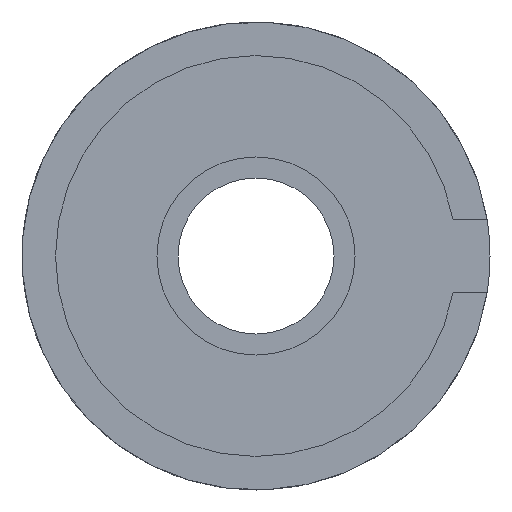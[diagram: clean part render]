
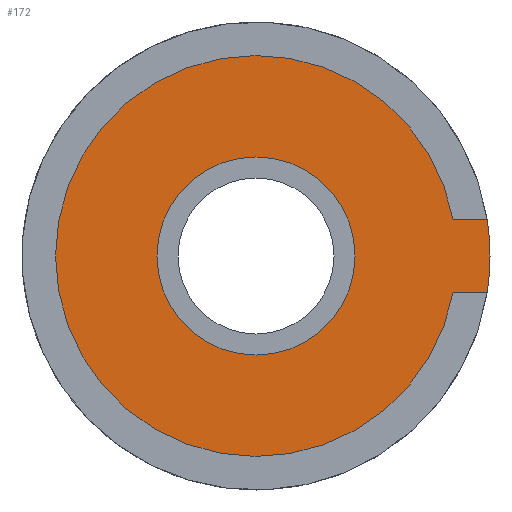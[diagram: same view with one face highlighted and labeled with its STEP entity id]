
A CAD part, front view. The second image highlights one B-rep face of the part: STEP entity #172.
In plain terms, the highlighted planar face has unit normal (0, -1, 0).
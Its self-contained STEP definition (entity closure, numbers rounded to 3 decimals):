
#23=FACE_BOUND('',#47,.T.);
#28=PLANE('',#202);
#36=FACE_OUTER_BOUND('',#46,.T.);
#46=EDGE_LOOP('',(#138,#139,#140,#141,#142));
#47=EDGE_LOOP('',(#143));
#58=LINE('',#293,#69);
#62=LINE('',#305,#73);
#69=VECTOR('',#233,10.);
#73=VECTOR('',#245,10.);
#77=CIRCLE('',#195,6.35);
#80=CIRCLE('',#200,12.85);
#81=CIRCLE('',#203,15.);
#82=CIRCLE('',#204,15.);
#87=VERTEX_POINT('',#281);
#91=VERTEX_POINT('',#290);
#92=VERTEX_POINT('',#292);
#94=VERTEX_POINT('',#298);
#96=VERTEX_POINT('',#304);
#97=VERTEX_POINT('',#308);
#101=EDGE_CURVE('',#87,#87,#77,.T.);
#106=EDGE_CURVE('',#92,#91,#58,.T.);
#109=EDGE_CURVE('',#94,#92,#80,.T.);
#112=EDGE_CURVE('',#96,#94,#62,.T.);
#114=EDGE_CURVE('',#91,#97,#81,.T.);
#115=EDGE_CURVE('',#97,#96,#82,.T.);
#138=ORIENTED_EDGE('',*,*,#114,.T.);
#139=ORIENTED_EDGE('',*,*,#115,.T.);
#140=ORIENTED_EDGE('',*,*,#112,.T.);
#141=ORIENTED_EDGE('',*,*,#109,.T.);
#142=ORIENTED_EDGE('',*,*,#106,.T.);
#143=ORIENTED_EDGE('',*,*,#101,.T.);
#172=ADVANCED_FACE('',(#36,#23),#28,.F.);
#195=AXIS2_PLACEMENT_3D('',#282,#224,#225);
#200=AXIS2_PLACEMENT_3D('',#299,#239,#240);
#202=AXIS2_PLACEMENT_3D('',#307,#247,#248);
#203=AXIS2_PLACEMENT_3D('',#309,#249,#250);
#204=AXIS2_PLACEMENT_3D('',#310,#251,#252);
#224=DIRECTION('center_axis',(0.,1.,0.));
#225=DIRECTION('ref_axis',(-1.,0.,0.));
#233=DIRECTION('',(1.,0.,0.));
#239=DIRECTION('center_axis',(0.,-1.,0.));
#240=DIRECTION('ref_axis',(-1.,0.,0.));
#245=DIRECTION('',(-1.,0.,0.));
#247=DIRECTION('center_axis',(0.,1.,0.));
#248=DIRECTION('ref_axis',(-1.,0.,0.));
#249=DIRECTION('center_axis',(0.,-1.,0.));
#250=DIRECTION('ref_axis',(-1.,0.,0.));
#251=DIRECTION('center_axis',(0.,-1.,0.));
#252=DIRECTION('ref_axis',(-1.,0.,0.));
#281=CARTESIAN_POINT('',(6.35,14.6,0.));
#282=CARTESIAN_POINT('Origin',(0.,14.6,0.));
#290=CARTESIAN_POINT('',(14.815,14.6,-2.35));
#292=CARTESIAN_POINT('',(12.633,14.6,-2.35));
#293=CARTESIAN_POINT('',(6.879,14.6,-2.35));
#298=CARTESIAN_POINT('',(12.633,14.6,2.35));
#299=CARTESIAN_POINT('Origin',(0.,14.6,0.));
#304=CARTESIAN_POINT('',(14.815,14.6,2.35));
#305=CARTESIAN_POINT('',(7.895,14.6,2.35));
#307=CARTESIAN_POINT('Origin',(1.,14.6,0.));
#308=CARTESIAN_POINT('',(15.,14.6,0.));
#309=CARTESIAN_POINT('Origin',(0.,14.6,0.));
#310=CARTESIAN_POINT('Origin',(0.,14.6,0.));
